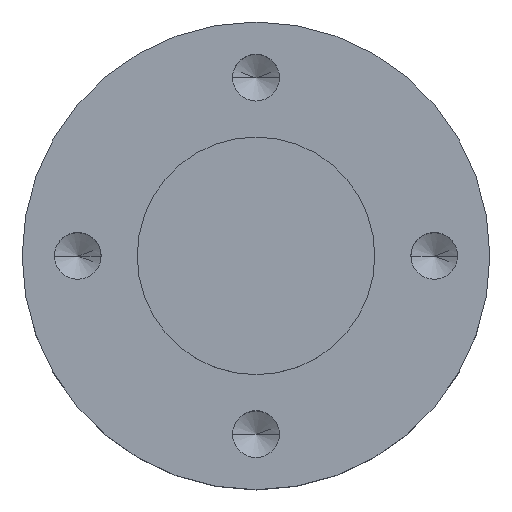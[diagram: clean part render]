
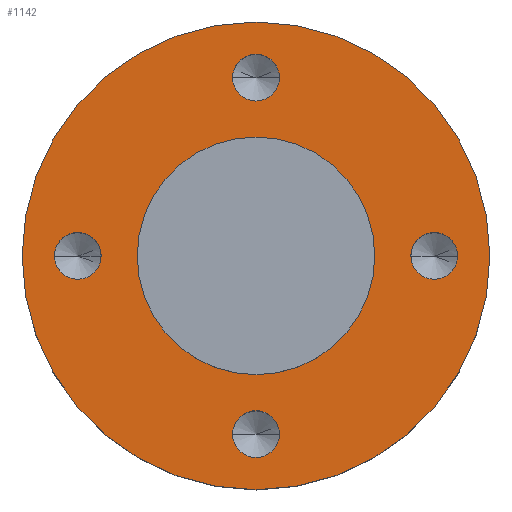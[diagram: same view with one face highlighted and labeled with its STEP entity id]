
A CAD part, top view. The second image highlights one B-rep face of the part: STEP entity #1142.
In plain terms, the highlighted planar face has unit normal (0, 0, 1).
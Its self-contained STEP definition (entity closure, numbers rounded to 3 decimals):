
#4 = CARTESIAN_POINT ( 'NONE',  ( -21.55, 0., 80. ) ) ;
#5 = EDGE_CURVE ( 'NONE', #465, #1038, #33, .T. ) ;
#9 = CIRCLE ( 'NONE', #1209, 2.5 ) ;
#20 = EDGE_CURVE ( 'NONE', #661, #223, #1107, .T. ) ;
#26 = DIRECTION ( 'NONE',  ( 1., 0., 0. ) ) ;
#33 = CIRCLE ( 'NONE', #1169, 25. ) ;
#72 = DIRECTION ( 'NONE',  ( 1., 0., 0. ) ) ;
#88 = CARTESIAN_POINT ( 'NONE',  ( 25., 0., 80. ) ) ;
#92 = EDGE_CURVE ( 'NONE', #828, #479, #933, .T. ) ;
#108 = CARTESIAN_POINT ( 'NONE',  ( 2.5, 19.05, 80. ) ) ;
#114 = DIRECTION ( 'NONE',  ( 1., 0., 0. ) ) ;
#118 = EDGE_LOOP ( 'NONE', ( #224, #689 ) ) ;
#119 = DIRECTION ( 'NONE',  ( 0., 0., 1. ) ) ;
#171 = DIRECTION ( 'NONE',  ( 0., 0., 1. ) ) ;
#172 = CIRCLE ( 'NONE', #728, 2.5 ) ;
#174 = DIRECTION ( 'NONE',  ( 0., 0., -1. ) ) ;
#182 = AXIS2_PLACEMENT_3D ( 'NONE', #1158, #488, #114 ) ;
#202 = CARTESIAN_POINT ( 'NONE',  ( -16.55, 0., 80. ) ) ;
#205 = DIRECTION ( 'NONE',  ( 0., 0., 1. ) ) ;
#223 = VERTEX_POINT ( 'NONE', #826 ) ;
#224 = ORIENTED_EDGE ( 'NONE', *, *, #386, .F. ) ;
#226 = CARTESIAN_POINT ( 'NONE',  ( 0., 0., 80. ) ) ;
#253 = AXIS2_PLACEMENT_3D ( 'NONE', #867, #600, #26 ) ;
#254 = EDGE_LOOP ( 'NONE', ( #812, #308 ) ) ;
#273 = CARTESIAN_POINT ( 'NONE',  ( 2.5, -19.05, 80. ) ) ;
#280 = CARTESIAN_POINT ( 'NONE',  ( 0., 19.05, 80. ) ) ;
#293 = CARTESIAN_POINT ( 'NONE',  ( -2.5, -19.05, 80. ) ) ;
#300 = FACE_BOUND ( 'NONE', #1076, .T. ) ;
#308 = ORIENTED_EDGE ( 'NONE', *, *, #20, .F. ) ;
#325 = EDGE_CURVE ( 'NONE', #531, #1127, #1011, .T. ) ;
#326 = DIRECTION ( 'NONE',  ( 0., 0., 1. ) ) ;
#328 = CARTESIAN_POINT ( 'NONE',  ( 12.7, 0., 80. ) ) ;
#336 = EDGE_LOOP ( 'NONE', ( #734, #1012 ) ) ;
#376 = DIRECTION ( 'NONE',  ( 1., 0., 0. ) ) ;
#381 = DIRECTION ( 'NONE',  ( 0., 0., 1. ) ) ;
#386 = EDGE_CURVE ( 'NONE', #479, #828, #9, .T. ) ;
#390 = DIRECTION ( 'NONE',  ( 1., 0., 0. ) ) ;
#391 = DIRECTION ( 'NONE',  ( 0., 0., 1. ) ) ;
#406 = CIRCLE ( 'NONE', #739, 25. ) ;
#430 = CARTESIAN_POINT ( 'NONE',  ( 0., 0., 80. ) ) ;
#446 = CARTESIAN_POINT ( 'NONE',  ( 0., 0., 80. ) ) ;
#461 = DIRECTION ( 'NONE',  ( -1., 0., 0. ) ) ;
#465 = VERTEX_POINT ( 'NONE', #1018 ) ;
#473 = CARTESIAN_POINT ( 'NONE',  ( -19.05, 0., 80. ) ) ;
#479 = VERTEX_POINT ( 'NONE', #273 ) ;
#488 = DIRECTION ( 'NONE',  ( 0., 0., 1. ) ) ;
#497 = FACE_OUTER_BOUND ( 'NONE', #1170, .T. ) ;
#531 = VERTEX_POINT ( 'NONE', #1229 ) ;
#549 = CARTESIAN_POINT ( 'NONE',  ( 16.55, 0., 80. ) ) ;
#570 = VERTEX_POINT ( 'NONE', #619 ) ;
#587 = FACE_BOUND ( 'NONE', #254, .T. ) ;
#592 = DIRECTION ( 'NONE',  ( 1., 0., 0. ) ) ;
#595 = CIRCLE ( 'NONE', #757, 12.7 ) ;
#596 = FACE_BOUND ( 'NONE', #336, .T. ) ;
#600 = DIRECTION ( 'NONE',  ( 0., 0., 1. ) ) ;
#603 = ORIENTED_EDGE ( 'NONE', *, *, #774, .F. ) ;
#617 = DIRECTION ( 'NONE',  ( 1., 0., 0. ) ) ;
#619 = CARTESIAN_POINT ( 'NONE',  ( 21.55, 0., 80. ) ) ;
#622 = CARTESIAN_POINT ( 'NONE',  ( 0., 0., 80. ) ) ;
#629 = EDGE_CURVE ( 'NONE', #1117, #943, #1223, .T. ) ;
#649 = AXIS2_PLACEMENT_3D ( 'NONE', #280, #391, #932 ) ;
#661 = VERTEX_POINT ( 'NONE', #328 ) ;
#674 = AXIS2_PLACEMENT_3D ( 'NONE', #894, #119, #617 ) ;
#689 = ORIENTED_EDGE ( 'NONE', *, *, #92, .F. ) ;
#694 = ORIENTED_EDGE ( 'NONE', *, *, #1064, .F. ) ;
#713 = CIRCLE ( 'NONE', #182, 2.5 ) ;
#717 = ORIENTED_EDGE ( 'NONE', *, *, #970, .F. ) ;
#723 = AXIS2_PLACEMENT_3D ( 'NONE', #430, #326, #1200 ) ;
#728 = AXIS2_PLACEMENT_3D ( 'NONE', #473, #171, #72 ) ;
#732 = EDGE_CURVE ( 'NONE', #223, #661, #595, .T. ) ;
#734 = ORIENTED_EDGE ( 'NONE', *, *, #967, .F. ) ;
#739 = AXIS2_PLACEMENT_3D ( 'NONE', #622, #174, #461 ) ;
#743 = CARTESIAN_POINT ( 'NONE',  ( 0., -19.05, 80. ) ) ;
#757 = AXIS2_PLACEMENT_3D ( 'NONE', #226, #981, #886 ) ;
#771 = CARTESIAN_POINT ( 'NONE',  ( 19.05, 0., 80. ) ) ;
#774 = EDGE_CURVE ( 'NONE', #1038, #465, #406, .T. ) ;
#784 = CIRCLE ( 'NONE', #649, 2.5 ) ;
#802 = VERTEX_POINT ( 'NONE', #549 ) ;
#812 = ORIENTED_EDGE ( 'NONE', *, *, #732, .F. ) ;
#815 = DIRECTION ( 'NONE',  ( -1., 0., 0. ) ) ;
#817 = ORIENTED_EDGE ( 'NONE', *, *, #896, .F. ) ;
#826 = CARTESIAN_POINT ( 'NONE',  ( -12.7, 0., 80. ) ) ;
#828 = VERTEX_POINT ( 'NONE', #293 ) ;
#841 = CARTESIAN_POINT ( 'NONE',  ( 0., -19.05, 80. ) ) ;
#867 = CARTESIAN_POINT ( 'NONE',  ( 25., 0., 80. ) ) ;
#883 = CIRCLE ( 'NONE', #1086, 2.5 ) ;
#886 = DIRECTION ( 'NONE',  ( 1., 0., 0. ) ) ;
#894 = CARTESIAN_POINT ( 'NONE',  ( -19.05, 0., 80. ) ) ;
#896 = EDGE_CURVE ( 'NONE', #802, #570, #713, .T. ) ;
#906 = AXIS2_PLACEMENT_3D ( 'NONE', #743, #381, #920 ) ;
#920 = DIRECTION ( 'NONE',  ( 1., 0., 0. ) ) ;
#932 = DIRECTION ( 'NONE',  ( 1., 0., 0. ) ) ;
#933 = CIRCLE ( 'NONE', #906, 2.5 ) ;
#943 = VERTEX_POINT ( 'NONE', #4 ) ;
#964 = EDGE_LOOP ( 'NONE', ( #1203, #717 ) ) ;
#967 = EDGE_CURVE ( 'NONE', #1127, #531, #784, .T. ) ;
#970 = EDGE_CURVE ( 'NONE', #943, #1117, #172, .T. ) ;
#976 = PLANE ( 'NONE',  #253 ) ;
#981 = DIRECTION ( 'NONE',  ( 0., 0., 1. ) ) ;
#997 = DIRECTION ( 'NONE',  ( 0., 0., -1. ) ) ;
#1011 = CIRCLE ( 'NONE', #1100, 2.5 ) ;
#1012 = ORIENTED_EDGE ( 'NONE', *, *, #325, .F. ) ;
#1018 = CARTESIAN_POINT ( 'NONE',  ( -25., 0., 80. ) ) ;
#1038 = VERTEX_POINT ( 'NONE', #88 ) ;
#1052 = DIRECTION ( 'NONE',  ( 0., 0., 1. ) ) ;
#1058 = CARTESIAN_POINT ( 'NONE',  ( 0., 19.05, 80. ) ) ;
#1064 = EDGE_CURVE ( 'NONE', #570, #802, #883, .T. ) ;
#1071 = ORIENTED_EDGE ( 'NONE', *, *, #5, .F. ) ;
#1076 = EDGE_LOOP ( 'NONE', ( #694, #817 ) ) ;
#1086 = AXIS2_PLACEMENT_3D ( 'NONE', #771, #1159, #592 ) ;
#1100 = AXIS2_PLACEMENT_3D ( 'NONE', #1058, #205, #390 ) ;
#1107 = CIRCLE ( 'NONE', #723, 12.7 ) ;
#1117 = VERTEX_POINT ( 'NONE', #202 ) ;
#1127 = VERTEX_POINT ( 'NONE', #108 ) ;
#1142 = ADVANCED_FACE ( 'NONE', ( #1166, #1171, #300, #596, #587, #497 ), #976, .T. ) ;
#1158 = CARTESIAN_POINT ( 'NONE',  ( 19.05, 0., 80. ) ) ;
#1159 = DIRECTION ( 'NONE',  ( 0., 0., 1. ) ) ;
#1166 = FACE_BOUND ( 'NONE', #964, .T. ) ;
#1169 = AXIS2_PLACEMENT_3D ( 'NONE', #446, #997, #815 ) ;
#1170 = EDGE_LOOP ( 'NONE', ( #1071, #603 ) ) ;
#1171 = FACE_BOUND ( 'NONE', #118, .T. ) ;
#1200 = DIRECTION ( 'NONE',  ( 1., 0., 0. ) ) ;
#1203 = ORIENTED_EDGE ( 'NONE', *, *, #629, .F. ) ;
#1209 = AXIS2_PLACEMENT_3D ( 'NONE', #841, #1052, #376 ) ;
#1223 = CIRCLE ( 'NONE', #674, 2.5 ) ;
#1229 = CARTESIAN_POINT ( 'NONE',  ( -2.5, 19.05, 80. ) ) ;
